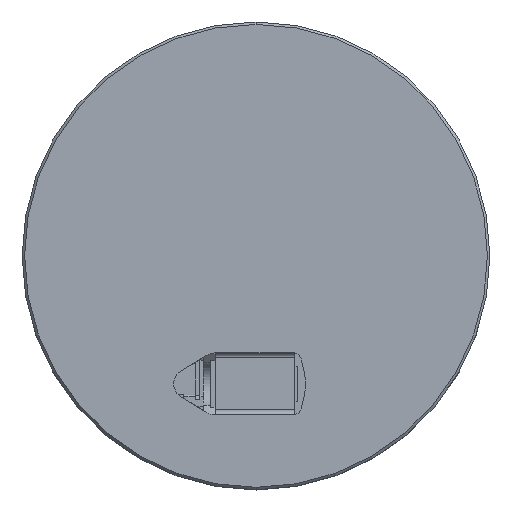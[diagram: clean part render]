
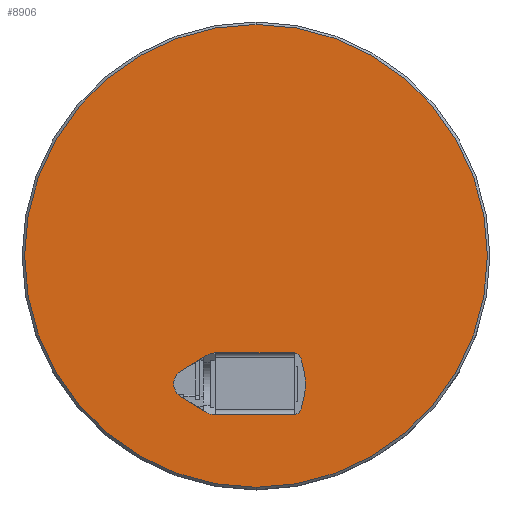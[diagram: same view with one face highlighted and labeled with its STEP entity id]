
A CAD part, top view. The second image highlights one B-rep face of the part: STEP entity #8906.
In plain terms, the highlighted planar face has unit normal (0, 0, 1).
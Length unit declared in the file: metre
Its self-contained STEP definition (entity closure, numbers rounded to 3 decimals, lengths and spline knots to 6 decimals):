
#141=PLANE('',#9823);
#824=LINE('',#15278,#1468);
#825=LINE('',#15283,#1469);
#826=LINE('',#15284,#1470);
#827=LINE('',#15288,#1471);
#828=LINE('',#15290,#1472);
#829=LINE('',#15294,#1473);
#830=LINE('',#15298,#1474);
#831=LINE('',#15302,#1475);
#1468=VECTOR('',#12035,1.);
#1469=VECTOR('',#12038,1.);
#1470=VECTOR('',#12039,1.);
#1471=VECTOR('',#12042,1.);
#1472=VECTOR('',#12043,1.);
#1473=VECTOR('',#12046,1.);
#1474=VECTOR('',#12049,1.);
#1475=VECTOR('',#12052,1.);
#3174=ORIENTED_EDGE('',*,*,#5248,.T.);
#3175=ORIENTED_EDGE('',*,*,#5166,.T.);
#3176=ORIENTED_EDGE('',*,*,#5249,.F.);
#3177=ORIENTED_EDGE('',*,*,#5250,.F.);
#3178=ORIENTED_EDGE('',*,*,#5251,.F.);
#3179=ORIENTED_EDGE('',*,*,#5246,.F.);
#3180=ORIENTED_EDGE('',*,*,#5252,.F.);
#3181=ORIENTED_EDGE('',*,*,#5253,.F.);
#3182=ORIENTED_EDGE('',*,*,#5254,.F.);
#3183=ORIENTED_EDGE('',*,*,#5255,.T.);
#3184=ORIENTED_EDGE('',*,*,#5256,.F.);
#3185=ORIENTED_EDGE('',*,*,#5257,.T.);
#3186=ORIENTED_EDGE('',*,*,#5258,.F.);
#3187=ORIENTED_EDGE('',*,*,#5259,.T.);
#3188=ORIENTED_EDGE('',*,*,#5260,.F.);
#3189=ORIENTED_EDGE('',*,*,#5261,.T.);
#5166=EDGE_CURVE('',#6287,#6288,#6941,.F.);
#5246=EDGE_CURVE('',#6357,#6358,#6984,.T.);
#5248=EDGE_CURVE('',#6288,#6287,#6985,.F.);
#5249=EDGE_CURVE('',#6359,#6360,#824,.T.);
#5250=EDGE_CURVE('',#6361,#6359,#6986,.T.);
#5251=EDGE_CURVE('',#6358,#6361,#825,.T.);
#5252=EDGE_CURVE('',#6362,#6357,#826,.T.);
#5253=EDGE_CURVE('',#6363,#6362,#6987,.T.);
#5254=EDGE_CURVE('',#6364,#6363,#827,.T.);
#5255=EDGE_CURVE('',#6364,#6365,#828,.T.);
#5256=EDGE_CURVE('',#6366,#6365,#6988,.F.);
#5257=EDGE_CURVE('',#6366,#6367,#829,.T.);
#5258=EDGE_CURVE('',#6368,#6367,#6989,.F.);
#5259=EDGE_CURVE('',#6368,#6369,#830,.T.);
#5260=EDGE_CURVE('',#6370,#6369,#6990,.F.);
#5261=EDGE_CURVE('',#6370,#6360,#831,.T.);
#6287=VERTEX_POINT('',#15106);
#6288=VERTEX_POINT('',#15107);
#6357=VERTEX_POINT('',#15272);
#6358=VERTEX_POINT('',#15274);
#6359=VERTEX_POINT('',#15279);
#6360=VERTEX_POINT('',#15280);
#6361=VERTEX_POINT('',#15282);
#6362=VERTEX_POINT('',#15285);
#6363=VERTEX_POINT('',#15287);
#6364=VERTEX_POINT('',#15289);
#6365=VERTEX_POINT('',#15291);
#6366=VERTEX_POINT('',#15293);
#6367=VERTEX_POINT('',#15295);
#6368=VERTEX_POINT('',#15297);
#6369=VERTEX_POINT('',#15299);
#6370=VERTEX_POINT('',#15301);
#6941=CIRCLE('',#9762,0.094);
#6984=CIRCLE('',#9822,0.006);
#6985=CIRCLE('',#9824,0.094);
#6986=CIRCLE('',#9825,0.006);
#6987=CIRCLE('',#9826,0.006);
#6988=CIRCLE('',#9827,0.0032);
#6989=CIRCLE('',#9828,0.0202);
#6990=CIRCLE('',#9829,0.0032);
#7544=EDGE_LOOP('',(#3174,#3175));
#7545=EDGE_LOOP('',(#3176,#3177,#3178,#3179,#3180,#3181,#3182,#3183,#3184,
#3185,#3186,#3187,#3188,#3189));
#8132=FACE_BOUND('',#7544,.T.);
#8133=FACE_BOUND('',#7545,.T.);
#8906=ADVANCED_FACE('',(#8132,#8133),#141,.F.);
#9762=AXIS2_PLACEMENT_3D('',#15105,#11871,#11872);
#9822=AXIS2_PLACEMENT_3D('',#15273,#12028,#12029);
#9823=AXIS2_PLACEMENT_3D('',#15276,#12031,#12032);
#9824=AXIS2_PLACEMENT_3D('',#15277,#12033,#12034);
#9825=AXIS2_PLACEMENT_3D('',#15281,#12036,#12037);
#9826=AXIS2_PLACEMENT_3D('',#15286,#12040,#12041);
#9827=AXIS2_PLACEMENT_3D('',#15292,#12044,#12045);
#9828=AXIS2_PLACEMENT_3D('',#15296,#12047,#12048);
#9829=AXIS2_PLACEMENT_3D('',#15300,#12050,#12051);
#11871=DIRECTION('',(0.,0.,-1.));
#11872=DIRECTION('',(0.,1.,0.));
#12028=DIRECTION('',(0.,0.,1.));
#12029=DIRECTION('',(0.,-1.,0.));
#12031=DIRECTION('',(0.,0.,-1.));
#12032=DIRECTION('',(0.,1.,0.));
#12033=DIRECTION('',(0.,0.,-1.));
#12034=DIRECTION('',(0.,1.,0.));
#12035=DIRECTION('',(1.,0.,0.));
#12036=DIRECTION('',(0.,0.,1.));
#12037=DIRECTION('',(0.,-1.,0.));
#12038=DIRECTION('',(0.851,-0.526,0.));
#12039=DIRECTION('',(-0.851,-0.526,0.));
#12040=DIRECTION('',(0.,0.,1.));
#12041=DIRECTION('',(0.,-1.,0.));
#12042=DIRECTION('',(-1.,0.,0.));
#12043=DIRECTION('',(0.,-1.,0.));
#12044=DIRECTION('',(0.,0.,-1.));
#12045=DIRECTION('',(0.,1.,0.));
#12046=DIRECTION('',(0.236,-0.972,0.));
#12047=DIRECTION('',(0.,0.,-1.));
#12048=DIRECTION('',(0.,1.,0.));
#12049=DIRECTION('',(-0.236,-0.972,0.));
#12050=DIRECTION('',(0.,0.,-1.));
#12051=DIRECTION('',(0.,1.,0.));
#12052=DIRECTION('',(0.,-1.,0.));
#15105=CARTESIAN_POINT('',(0.,0.,0.036125));
#15106=CARTESIAN_POINT('',(0.,-0.094,0.036125));
#15107=CARTESIAN_POINT('',(0.,0.094,0.036125));
#15272=CARTESIAN_POINT('',(-0.030572,-0.046896,0.036125));
#15273=CARTESIAN_POINT('',(-0.027417,-0.052,0.036125));
#15274=CARTESIAN_POINT('',(-0.030572,-0.057104,0.036125));
#15276=CARTESIAN_POINT('',(0.,0.0475,0.036125));
#15277=CARTESIAN_POINT('',(0.,0.,0.036125));
#15278=CARTESIAN_POINT('',(0.,-0.06456,0.036125));
#15279=CARTESIAN_POINT('',(-0.016802,-0.06456,0.036125));
#15280=CARTESIAN_POINT('',(0.01555,-0.06456,0.036125));
#15281=CARTESIAN_POINT('',(-0.016802,-0.05856,0.036125));
#15282=CARTESIAN_POINT('',(-0.019957,-0.063664,0.036125));
#15283=CARTESIAN_POINT('',(-0.025151,-0.060454,0.036125));
#15284=CARTESIAN_POINT('',(-0.025151,-0.043546,0.036125));
#15285=CARTESIAN_POINT('',(-0.019957,-0.040336,0.036125));
#15286=CARTESIAN_POINT('',(-0.016802,-0.04544,0.036125));
#15287=CARTESIAN_POINT('',(-0.016802,-0.03944,0.036125));
#15288=CARTESIAN_POINT('',(0.,-0.03944,0.036125));
#15289=CARTESIAN_POINT('',(0.01555,-0.03944,0.036125));
#15290=CARTESIAN_POINT('',(0.01555,0.0475,0.036125));
#15291=CARTESIAN_POINT('',(0.01555,-0.03946,0.036125));
#15292=CARTESIAN_POINT('',(0.015191,-0.04264,0.036125));
#15293=CARTESIAN_POINT('',(0.018301,-0.041885,0.036125));
#15294=CARTESIAN_POINT('',(0.01895,-0.04456,0.036125));
#15295=CARTESIAN_POINT('',(0.019599,-0.047235,0.036125));
#15296=CARTESIAN_POINT('',(-0.000031,-0.052,0.036125));
#15297=CARTESIAN_POINT('',(0.019599,-0.056765,0.036125));
#15298=CARTESIAN_POINT('',(0.01895,-0.05944,0.036125));
#15299=CARTESIAN_POINT('',(0.018301,-0.062115,0.036125));
#15300=CARTESIAN_POINT('',(0.015191,-0.06136,0.036125));
#15301=CARTESIAN_POINT('',(0.01555,-0.06454,0.036125));
#15302=CARTESIAN_POINT('',(0.01555,0.0475,0.036125));
